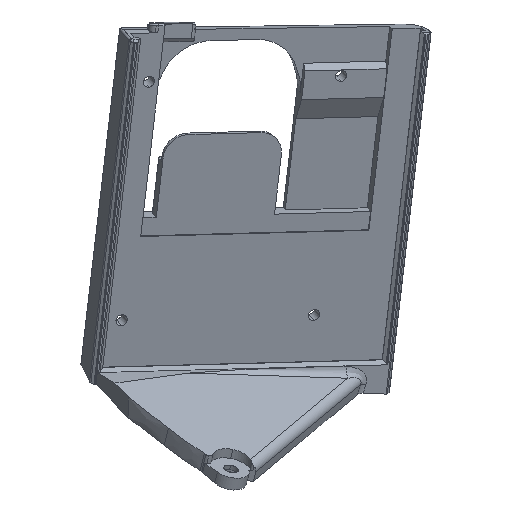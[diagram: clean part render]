
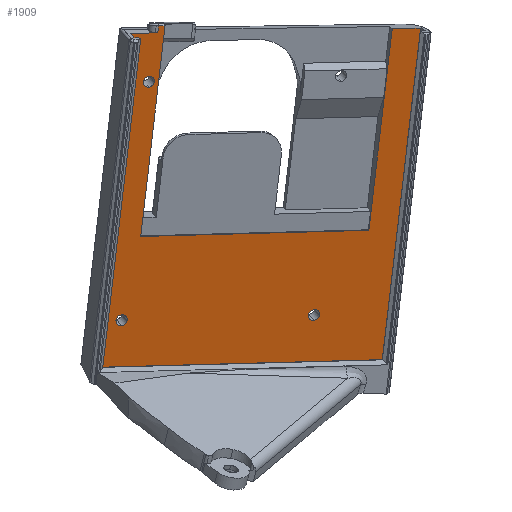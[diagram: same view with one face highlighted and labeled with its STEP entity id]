
A CAD part, front view. The second image highlights one B-rep face of the part: STEP entity #1909.
In plain terms, the highlighted planar face has unit normal (0.323, -0.867, -0.38).
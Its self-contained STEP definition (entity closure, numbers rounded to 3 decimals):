
#17 = CARTESIAN_POINT ( 'NONE',  ( -55.571, -64.585, -35.179 ) ) ;
#24 = CARTESIAN_POINT ( 'NONE',  ( -105.717, -75.784, -52.3 ) ) ;
#106 = ORIENTED_EDGE ( 'NONE', *, *, #1957, .T. ) ;
#148 = EDGE_CURVE ( 'NONE', #6805, #1088, #1017, .T. ) ;
#226 = EDGE_CURVE ( 'NONE', #5086, #1982, #426, .T. ) ;
#294 = ORIENTED_EDGE ( 'NONE', *, *, #5775, .T. ) ;
#311 = DIRECTION ( 'NONE',  ( 0.107, -0.365, 0.925 ) ) ;
#350 = DIRECTION ( 'NONE',  ( -0.107, 0.365, -0.925 ) ) ;
#404 = CARTESIAN_POINT ( 'NONE',  ( -98.371, -98.092, 4.877 ) ) ;
#412 = LINE ( 'NONE', #17, #2821 ) ;
#424 = VECTOR ( 'NONE', #2284, 1000. ) ;
#426 = CIRCLE ( 'NONE', #4034, 1.2 ) ;
#476 = CARTESIAN_POINT ( 'NONE',  ( -100.122, -94.885, -3.935 ) ) ;
#645 = EDGE_LOOP ( 'NONE', ( #6294, #3497 ) ) ;
#679 = DIRECTION ( 'NONE',  ( -0.323, 0.867, 0.38 ) ) ;
#685 = CIRCLE ( 'NONE', #5160, 1.2 ) ;
#727 = VERTEX_POINT ( 'NONE', #3266 ) ;
#809 = DIRECTION ( 'NONE',  ( 0.94, 0.34, 0.025 ) ) ;
#860 = AXIS2_PLACEMENT_3D ( 'NONE', #6973, #1489, #6878 ) ;
#912 = LINE ( 'NONE', #2325, #1699 ) ;
#1017 = LINE ( 'NONE', #3143, #3056 ) ;
#1088 = VERTEX_POINT ( 'NONE', #5240 ) ;
#1140 = CARTESIAN_POINT ( 'NONE',  ( -103.96, -100.11, 4.726 ) ) ;
#1161 = AXIS2_PLACEMENT_3D ( 'NONE', #1852, #5065, #2411 ) ;
#1193 = FACE_BOUND ( 'NONE', #1735, .T. ) ;
#1254 = CARTESIAN_POINT ( 'NONE',  ( -101.831, -81.29, -36.424 ) ) ;
#1435 = CARTESIAN_POINT ( 'NONE',  ( -52.829, -51.762, -62.116 ) ) ;
#1450 = CARTESIAN_POINT ( 'NONE',  ( -66.696, -61.212, -52.349 ) ) ;
#1484 = EDGE_LOOP ( 'NONE', ( #106, #5703, #3016, #3929, #6518, #2708, #1938, #1966, #6701, #2659 ) ) ;
#1489 = DIRECTION ( 'NONE',  ( -0.323, 0.867, 0.38 ) ) ;
#1510 = FACE_BOUND ( 'NONE', #6273, .T. ) ;
#1513 = LINE ( 'NONE', #1254, #3118 ) ;
#1592 = VERTEX_POINT ( 'NONE', #1817 ) ;
#1699 = VECTOR ( 'NONE', #1802, 1000. ) ;
#1735 = EDGE_LOOP ( 'NONE', ( #6821, #1790 ) ) ;
#1790 = ORIENTED_EDGE ( 'NONE', *, *, #5613, .T. ) ;
#1802 = DIRECTION ( 'NONE',  ( -0.94, -0.34, -0.025 ) ) ;
#1817 = CARTESIAN_POINT ( 'NONE',  ( -52.829, -51.762, -62.116 ) ) ;
#1852 = CARTESIAN_POINT ( 'NONE',  ( -100.122, -94.403, -5.034 ) ) ;
#1884 = VERTEX_POINT ( 'NONE', #6174 ) ;
#1909 = ADVANCED_FACE ( 'NONE', ( #2968, #1510, #1193, #2541 ), #5648, .T. ) ;
#1938 = ORIENTED_EDGE ( 'NONE', *, *, #3686, .F. ) ;
#1957 = EDGE_CURVE ( 'NONE', #1592, #6805, #6630, .T. ) ;
#1966 = ORIENTED_EDGE ( 'NONE', *, *, #6389, .T. ) ;
#1982 = VERTEX_POINT ( 'NONE', #6884 ) ;
#2188 = VERTEX_POINT ( 'NONE', #3688 ) ;
#2209 = DIRECTION ( 'NONE',  ( -0.939, -0.342, -0.018 ) ) ;
#2280 = VERTEX_POINT ( 'NONE', #24 ) ;
#2284 = DIRECTION ( 'NONE',  ( -0.107, 0.365, -0.925 ) ) ;
#2325 = CARTESIAN_POINT ( 'NONE',  ( -98.371, -98.092, 4.877 ) ) ;
#2343 = EDGE_CURVE ( 'NONE', #1982, #5086, #3714, .T. ) ;
#2373 = DIRECTION ( 'NONE',  ( -0.323, 0.867, 0.38 ) ) ;
#2411 = DIRECTION ( 'NONE',  ( 0., 0.401, -0.916 ) ) ;
#2454 = LINE ( 'NONE', #5914, #2536 ) ;
#2499 = CARTESIAN_POINT ( 'NONE',  ( -78.376, -75.865, -28.841 ) ) ;
#2510 = CARTESIAN_POINT ( 'NONE',  ( -101.025, -84.044, -29.451 ) ) ;
#2536 = VECTOR ( 'NONE', #2209, 1000. ) ;
#2541 = FACE_OUTER_BOUND ( 'NONE', #1484, .T. ) ;
#2563 = DIRECTION ( 'NONE',  ( -0.323, 0.867, 0.38 ) ) ;
#2655 = VECTOR ( 'NONE', #5910, 1000. ) ;
#2659 = ORIENTED_EDGE ( 'NONE', *, *, #7033, .T. ) ;
#2701 = DIRECTION ( 'NONE',  ( 0.94, 0.34, 0.025 ) ) ;
#2708 = ORIENTED_EDGE ( 'NONE', *, *, #3136, .T. ) ;
#2812 = VERTEX_POINT ( 'NONE', #476 ) ;
#2821 = VECTOR ( 'NONE', #5964, 1000. ) ;
#2866 = VERTEX_POINT ( 'NONE', #4870 ) ;
#2875 = LINE ( 'NONE', #3267, #2655 ) ;
#2968 = FACE_BOUND ( 'NONE', #645, .T. ) ;
#3016 = ORIENTED_EDGE ( 'NONE', *, *, #6754, .F. ) ;
#3036 = VECTOR ( 'NONE', #311, 1000. ) ;
#3056 = VECTOR ( 'NONE', #6502, 1000. ) ;
#3065 = CARTESIAN_POINT ( 'NONE',  ( -111.877, -73.085, -63.706 ) ) ;
#3078 = VERTEX_POINT ( 'NONE', #4519 ) ;
#3118 = VECTOR ( 'NONE', #809, 1000. ) ;
#3136 = EDGE_CURVE ( 'NONE', #727, #1884, #2454, .T. ) ;
#3143 = CARTESIAN_POINT ( 'NONE',  ( -73.962, -89.234, 5.434 ) ) ;
#3206 = CIRCLE ( 'NONE', #1161, 1.2 ) ;
#3266 = CARTESIAN_POINT ( 'NONE',  ( -96.887, -98.169, 6.316 ) ) ;
#3267 = CARTESIAN_POINT ( 'NONE',  ( -102.899, -84.905, -29.081 ) ) ;
#3271 = CARTESIAN_POINT ( 'NONE',  ( -111.877, -73.085, -63.706 ) ) ;
#3361 = CARTESIAN_POINT ( 'NONE',  ( -66.696, -61.212, -52.349 ) ) ;
#3375 = DIRECTION ( 'NONE',  ( 0., 0.401, -0.916 ) ) ;
#3421 = VERTEX_POINT ( 'NONE', #3065 ) ;
#3497 = ORIENTED_EDGE ( 'NONE', *, *, #226, .T. ) ;
#3571 = DIRECTION ( 'NONE',  ( 0.323, -0.867, -0.38 ) ) ;
#3602 = ORIENTED_EDGE ( 'NONE', *, *, #5897, .T. ) ;
#3686 = EDGE_CURVE ( 'NONE', #5968, #1884, #2875, .T. ) ;
#3688 = CARTESIAN_POINT ( 'NONE',  ( -103.96, -100.11, 4.726 ) ) ;
#3714 = CIRCLE ( 'NONE', #5991, 1.2 ) ;
#3823 = LINE ( 'NONE', #2510, #4410 ) ;
#3831 = CIRCLE ( 'NONE', #6794, 1.2 ) ;
#3853 = VERTEX_POINT ( 'NONE', #5158 ) ;
#3905 = VECTOR ( 'NONE', #2701, 1000. ) ;
#3929 = ORIENTED_EDGE ( 'NONE', *, *, #6078, .F. ) ;
#4034 = AXIS2_PLACEMENT_3D ( 'NONE', #3361, #6532, #5486 ) ;
#4176 = CARTESIAN_POINT ( 'NONE',  ( -100.122, -93.922, -6.134 ) ) ;
#4410 = VECTOR ( 'NONE', #350, 1000. ) ;
#4463 = CARTESIAN_POINT ( 'NONE',  ( -105.717, -75.303, -53.399 ) ) ;
#4519 = CARTESIAN_POINT ( 'NONE',  ( -55.571, -64.585, -35.179 ) ) ;
#4530 = EDGE_CURVE ( 'NONE', #2188, #3421, #6289, .T. ) ;
#4644 = DIRECTION ( 'NONE',  ( 0., 0.401, -0.916 ) ) ;
#4870 = CARTESIAN_POINT ( 'NONE',  ( -101.831, -81.29, -36.424 ) ) ;
#5052 = VERTEX_POINT ( 'NONE', #4176 ) ;
#5065 = DIRECTION ( 'NONE',  ( -0.323, 0.867, 0.38 ) ) ;
#5086 = VERTEX_POINT ( 'NONE', #6397 ) ;
#5158 = CARTESIAN_POINT ( 'NONE',  ( -105.717, -74.821, -54.499 ) ) ;
#5160 = AXIS2_PLACEMENT_3D ( 'NONE', #4463, #679, #3375 ) ;
#5190 = EDGE_CURVE ( 'NONE', #2812, #5052, #3831, .T. ) ;
#5240 = CARTESIAN_POINT ( 'NONE',  ( -50.835, -80.754, 5.763 ) ) ;
#5423 = LINE ( 'NONE', #3271, #3905 ) ;
#5486 = DIRECTION ( 'NONE',  ( 0., 0.401, -0.916 ) ) ;
#5611 = CARTESIAN_POINT ( 'NONE',  ( -100.122, -94.403, -5.034 ) ) ;
#5613 = EDGE_CURVE ( 'NONE', #5052, #2812, #3206, .T. ) ;
#5648 = PLANE ( 'NONE',  #6803 ) ;
#5703 = ORIENTED_EDGE ( 'NONE', *, *, #148, .T. ) ;
#5772 = DIRECTION ( 'NONE',  ( 0., 0.401, -0.916 ) ) ;
#5775 = EDGE_CURVE ( 'NONE', #2280, #3853, #685, .T. ) ;
#5897 = EDGE_CURVE ( 'NONE', #3853, #2280, #6961, .T. ) ;
#5910 = DIRECTION ( 'NONE',  ( 0.123, -0.359, 0.925 ) ) ;
#5914 = CARTESIAN_POINT ( 'NONE',  ( -91.646, -96.259, 6.418 ) ) ;
#5964 = DIRECTION ( 'NONE',  ( 0.107, -0.365, 0.925 ) ) ;
#5968 = VERTEX_POINT ( 'NONE', #404 ) ;
#5991 = AXIS2_PLACEMENT_3D ( 'NONE', #1450, #2563, #5772 ) ;
#6078 = EDGE_CURVE ( 'NONE', #2866, #3078, #1513, .T. ) ;
#6162 = DIRECTION ( 'NONE',  ( 0., 0.401, -0.916 ) ) ;
#6174 = CARTESIAN_POINT ( 'NONE',  ( -98.182, -98.641, 6.29 ) ) ;
#6273 = EDGE_LOOP ( 'NONE', ( #294, #3602 ) ) ;
#6289 = LINE ( 'NONE', #1140, #424 ) ;
#6294 = ORIENTED_EDGE ( 'NONE', *, *, #2343, .T. ) ;
#6389 = EDGE_CURVE ( 'NONE', #5968, #2188, #912, .T. ) ;
#6397 = CARTESIAN_POINT ( 'NONE',  ( -66.696, -60.731, -53.448 ) ) ;
#6481 = EDGE_CURVE ( 'NONE', #727, #2866, #3823, .T. ) ;
#6502 = DIRECTION ( 'NONE',  ( -0.939, -0.344, -0.013 ) ) ;
#6518 = ORIENTED_EDGE ( 'NONE', *, *, #6481, .F. ) ;
#6532 = DIRECTION ( 'NONE',  ( -0.323, 0.867, 0.38 ) ) ;
#6533 = CARTESIAN_POINT ( 'NONE',  ( -44.967, -78.602, 5.846 ) ) ;
#6630 = LINE ( 'NONE', #1435, #3036 ) ;
#6701 = ORIENTED_EDGE ( 'NONE', *, *, #4530, .T. ) ;
#6754 = EDGE_CURVE ( 'NONE', #3078, #1088, #412, .T. ) ;
#6794 = AXIS2_PLACEMENT_3D ( 'NONE', #5611, #2373, #6162 ) ;
#6803 = AXIS2_PLACEMENT_3D ( 'NONE', #2499, #3571, #4644 ) ;
#6805 = VERTEX_POINT ( 'NONE', #6533 ) ;
#6821 = ORIENTED_EDGE ( 'NONE', *, *, #5190, .T. ) ;
#6878 = DIRECTION ( 'NONE',  ( 0., 0.401, -0.916 ) ) ;
#6884 = CARTESIAN_POINT ( 'NONE',  ( -66.696, -61.694, -51.249 ) ) ;
#6961 = CIRCLE ( 'NONE', #860, 1.2 ) ;
#6973 = CARTESIAN_POINT ( 'NONE',  ( -105.717, -75.303, -53.399 ) ) ;
#7033 = EDGE_CURVE ( 'NONE', #3421, #1592, #5423, .T. ) ;
